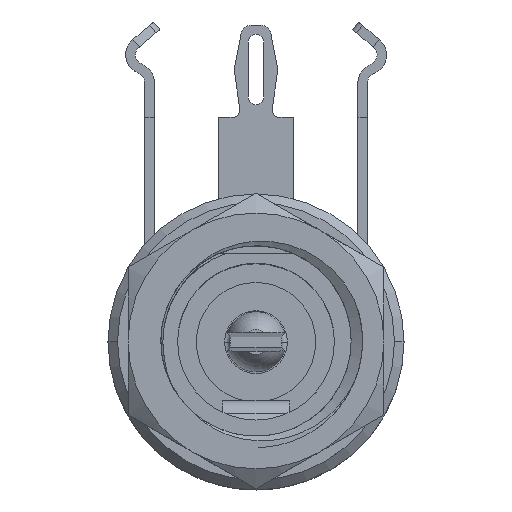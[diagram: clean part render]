
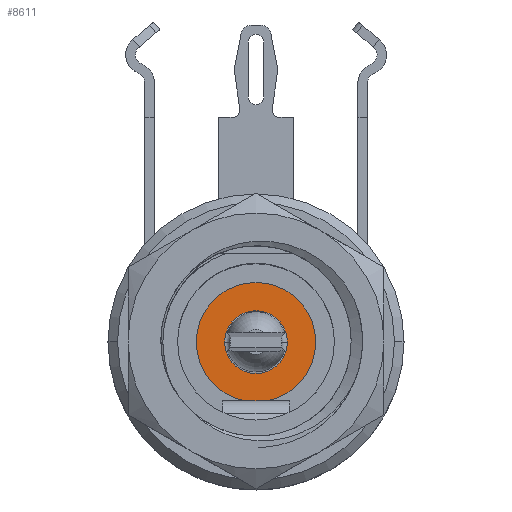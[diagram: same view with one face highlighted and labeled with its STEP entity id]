
A CAD part, top view. The second image highlights one B-rep face of the part: STEP entity #8611.
In plain terms, the highlighted planar face has unit normal (0, 0, 1).
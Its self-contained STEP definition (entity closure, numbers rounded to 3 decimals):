
#8443 = CYLINDRICAL_SURFACE('',#8444,2.223);
#8444 = AXIS2_PLACEMENT_3D('',#8445,#8446,#8447);
#8445 = CARTESIAN_POINT('',(0.,0.,
    -4.084));
#8446 = DIRECTION('',(0.,0.,-1.));
#8447 = DIRECTION('',(-1.,0.,0.));
#8470 = CYLINDRICAL_SURFACE('',#8471,2.223);
#8471 = AXIS2_PLACEMENT_3D('',#8472,#8473,#8474);
#8472 = CARTESIAN_POINT('',(0.,0.,
    -4.084));
#8473 = DIRECTION('',(0.,0.,-1.));
#8474 = DIRECTION('',(-1.,0.,0.));
#8510 = EDGE_CURVE('',#8511,#8513,#8515,.T.);
#8511 = VERTEX_POINT('',#8512);
#8512 = CARTESIAN_POINT('',(2.223,0.,-4.084));
#8513 = VERTEX_POINT('',#8514);
#8514 = CARTESIAN_POINT('',(-2.223,0.,-4.084));
#8515 = SURFACE_CURVE('',#8516,(#8521,#8528),.PCURVE_S1.);
#8516 = CIRCLE('',#8517,2.223);
#8517 = AXIS2_PLACEMENT_3D('',#8518,#8519,#8520);
#8518 = CARTESIAN_POINT('',(0.,0.,
    -4.084));
#8519 = DIRECTION('',(0.,0.,1.));
#8520 = DIRECTION('',(1.,0.,0.));
#8521 = PCURVE('',#8470,#8522);
#8522 = DEFINITIONAL_REPRESENTATION('',(#8523),#8527);
#8523 = LINE('',#8524,#8525);
#8524 = CARTESIAN_POINT('',(3.142,0.));
#8525 = VECTOR('',#8526,1.);
#8526 = DIRECTION('',(-1.,0.));
#8527 = ( GEOMETRIC_REPRESENTATION_CONTEXT(2) 
PARAMETRIC_REPRESENTATION_CONTEXT() REPRESENTATION_CONTEXT('2D SPACE',''
  ) );
#8528 = PCURVE('',#8529,#8534);
#8529 = PLANE('',#8530);
#8530 = AXIS2_PLACEMENT_3D('',#8531,#8532,#8533);
#8531 = CARTESIAN_POINT('',(0.,0.,
    -4.084));
#8532 = DIRECTION('',(0.,0.,1.));
#8533 = DIRECTION('',(1.,0.,0.));
#8534 = DEFINITIONAL_REPRESENTATION('',(#8535),#8539);
#8535 = CIRCLE('',#8536,2.223);
#8536 = AXIS2_PLACEMENT_2D('',#8537,#8538);
#8537 = CARTESIAN_POINT('',(0.,0.));
#8538 = DIRECTION('',(1.,0.));
#8539 = ( GEOMETRIC_REPRESENTATION_CONTEXT(2) 
PARAMETRIC_REPRESENTATION_CONTEXT() REPRESENTATION_CONTEXT('2D SPACE',''
  ) );
#8588 = EDGE_CURVE('',#8513,#8511,#8589,.T.);
#8589 = SURFACE_CURVE('',#8590,(#8595,#8602),.PCURVE_S1.);
#8590 = CIRCLE('',#8591,2.223);
#8591 = AXIS2_PLACEMENT_3D('',#8592,#8593,#8594);
#8592 = CARTESIAN_POINT('',(0.,0.,
    -4.084));
#8593 = DIRECTION('',(0.,0.,1.));
#8594 = DIRECTION('',(1.,0.,0.));
#8595 = PCURVE('',#8443,#8596);
#8596 = DEFINITIONAL_REPRESENTATION('',(#8597),#8601);
#8597 = LINE('',#8598,#8599);
#8598 = CARTESIAN_POINT('',(9.425,0.));
#8599 = VECTOR('',#8600,1.);
#8600 = DIRECTION('',(-1.,0.));
#8601 = ( GEOMETRIC_REPRESENTATION_CONTEXT(2) 
PARAMETRIC_REPRESENTATION_CONTEXT() REPRESENTATION_CONTEXT('2D SPACE',''
  ) );
#8602 = PCURVE('',#8529,#8603);
#8603 = DEFINITIONAL_REPRESENTATION('',(#8604),#8608);
#8604 = CIRCLE('',#8605,2.223);
#8605 = AXIS2_PLACEMENT_2D('',#8606,#8607);
#8606 = CARTESIAN_POINT('',(0.,0.));
#8607 = DIRECTION('',(1.,0.));
#8608 = ( GEOMETRIC_REPRESENTATION_CONTEXT(2) 
PARAMETRIC_REPRESENTATION_CONTEXT() REPRESENTATION_CONTEXT('2D SPACE',''
  ) );
#8611 = ADVANCED_FACE('',(#8612,#8680),#8529,.T.);
#8612 = FACE_BOUND('',#8613,.T.);
#8613 = EDGE_LOOP('',(#8614,#8649));
#8614 = ORIENTED_EDGE('',*,*,#8615,.T.);
#8615 = EDGE_CURVE('',#8616,#8618,#8620,.T.);
#8616 = VERTEX_POINT('',#8617);
#8617 = CARTESIAN_POINT('',(1.168,0.,-4.084));
#8618 = VERTEX_POINT('',#8619);
#8619 = CARTESIAN_POINT('',(-1.168,0.,-4.084));
#8620 = SURFACE_CURVE('',#8621,(#8626,#8637),.PCURVE_S1.);
#8621 = CIRCLE('',#8622,1.168);
#8622 = AXIS2_PLACEMENT_3D('',#8623,#8624,#8625);
#8623 = CARTESIAN_POINT('',(0.,0.,
    -4.084));
#8624 = DIRECTION('',(0.,0.,-1.));
#8625 = DIRECTION('',(1.,0.,0.));
#8626 = PCURVE('',#8529,#8627);
#8627 = DEFINITIONAL_REPRESENTATION('',(#8628),#8636);
#8628 = ( BOUNDED_CURVE() B_SPLINE_CURVE(2,(#8629,#8630,#8631,#8632,
#8633,#8634,#8635),.UNSPECIFIED.,.T.,.F.) B_SPLINE_CURVE_WITH_KNOTS((1,2
    ,2,2,2,1),(-2.094,0.,2.094,4.189,
6.283,8.378),.UNSPECIFIED.) CURVE() 
GEOMETRIC_REPRESENTATION_ITEM() RATIONAL_B_SPLINE_CURVE((1.,0.5,1.,0.5,
1.,0.5,1.)) REPRESENTATION_ITEM('') );
#8629 = CARTESIAN_POINT('',(1.168,0.));
#8630 = CARTESIAN_POINT('',(1.168,-2.024));
#8631 = CARTESIAN_POINT('',(-0.584,-1.012));
#8632 = CARTESIAN_POINT('',(-2.337,0.));
#8633 = CARTESIAN_POINT('',(-0.584,1.012));
#8634 = CARTESIAN_POINT('',(1.168,2.024));
#8635 = CARTESIAN_POINT('',(1.168,0.));
#8636 = ( GEOMETRIC_REPRESENTATION_CONTEXT(2) 
PARAMETRIC_REPRESENTATION_CONTEXT() REPRESENTATION_CONTEXT('2D SPACE',''
  ) );
#8637 = PCURVE('',#8638,#8643);
#8638 = TOROIDAL_SURFACE('',#8639,1.168,0.203);
#8639 = AXIS2_PLACEMENT_3D('',#8640,#8641,#8642);
#8640 = CARTESIAN_POINT('',(0.,0.,
    -3.881));
#8641 = DIRECTION('',(0.,0.,1.));
#8642 = DIRECTION('',(1.,0.,0.));
#8643 = DEFINITIONAL_REPRESENTATION('',(#8644),#8648);
#8644 = LINE('',#8645,#8646);
#8645 = CARTESIAN_POINT('',(6.283,4.712));
#8646 = VECTOR('',#8647,1.);
#8647 = DIRECTION('',(-1.,0.));
#8648 = ( GEOMETRIC_REPRESENTATION_CONTEXT(2) 
PARAMETRIC_REPRESENTATION_CONTEXT() REPRESENTATION_CONTEXT('2D SPACE',''
  ) );
#8649 = ORIENTED_EDGE('',*,*,#8650,.T.);
#8650 = EDGE_CURVE('',#8618,#8616,#8651,.T.);
#8651 = SURFACE_CURVE('',#8652,(#8657,#8668),.PCURVE_S1.);
#8652 = CIRCLE('',#8653,1.168);
#8653 = AXIS2_PLACEMENT_3D('',#8654,#8655,#8656);
#8654 = CARTESIAN_POINT('',(0.,0.,
    -4.084));
#8655 = DIRECTION('',(0.,0.,-1.));
#8656 = DIRECTION('',(1.,0.,0.));
#8657 = PCURVE('',#8529,#8658);
#8658 = DEFINITIONAL_REPRESENTATION('',(#8659),#8667);
#8659 = ( BOUNDED_CURVE() B_SPLINE_CURVE(2,(#8660,#8661,#8662,#8663,
#8664,#8665,#8666),.UNSPECIFIED.,.T.,.F.) B_SPLINE_CURVE_WITH_KNOTS((1,2
    ,2,2,2,1),(-2.094,0.,2.094,4.189,
6.283,8.378),.UNSPECIFIED.) CURVE() 
GEOMETRIC_REPRESENTATION_ITEM() RATIONAL_B_SPLINE_CURVE((1.,0.5,1.,0.5,
1.,0.5,1.)) REPRESENTATION_ITEM('') );
#8660 = CARTESIAN_POINT('',(1.168,0.));
#8661 = CARTESIAN_POINT('',(1.168,-2.024));
#8662 = CARTESIAN_POINT('',(-0.584,-1.012));
#8663 = CARTESIAN_POINT('',(-2.337,0.));
#8664 = CARTESIAN_POINT('',(-0.584,1.012));
#8665 = CARTESIAN_POINT('',(1.168,2.024));
#8666 = CARTESIAN_POINT('',(1.168,0.));
#8667 = ( GEOMETRIC_REPRESENTATION_CONTEXT(2) 
PARAMETRIC_REPRESENTATION_CONTEXT() REPRESENTATION_CONTEXT('2D SPACE',''
  ) );
#8668 = PCURVE('',#8669,#8674);
#8669 = TOROIDAL_SURFACE('',#8670,1.168,0.203);
#8670 = AXIS2_PLACEMENT_3D('',#8671,#8672,#8673);
#8671 = CARTESIAN_POINT('',(0.,0.,
    -3.881));
#8672 = DIRECTION('',(0.,0.,1.));
#8673 = DIRECTION('',(1.,0.,0.));
#8674 = DEFINITIONAL_REPRESENTATION('',(#8675),#8679);
#8675 = LINE('',#8676,#8677);
#8676 = CARTESIAN_POINT('',(6.283,4.712));
#8677 = VECTOR('',#8678,1.);
#8678 = DIRECTION('',(-1.,0.));
#8679 = ( GEOMETRIC_REPRESENTATION_CONTEXT(2) 
PARAMETRIC_REPRESENTATION_CONTEXT() REPRESENTATION_CONTEXT('2D SPACE',''
  ) );
#8680 = FACE_BOUND('',#8681,.T.);
#8681 = EDGE_LOOP('',(#8682,#8683));
#8682 = ORIENTED_EDGE('',*,*,#8588,.T.);
#8683 = ORIENTED_EDGE('',*,*,#8510,.T.);
